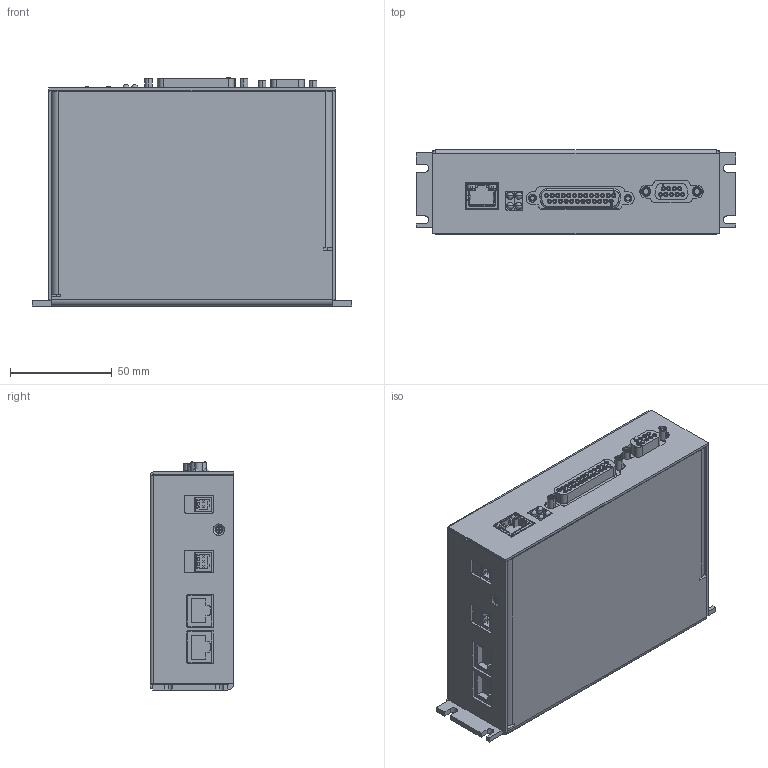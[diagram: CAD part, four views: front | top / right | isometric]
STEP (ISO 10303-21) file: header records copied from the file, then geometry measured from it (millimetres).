
FILE_DESCRIPTION (( 'STEP AP214' ), '1' );
FILE_NAME ('MMC-Ensemble-Demo.STEP', '2022-01-17T21:17:56', ( '' ), ( '' ), 'SwSTEP 2.0', 'SolidWorks 2020', '' );
FILE_SCHEMA (( 'AUTOMOTIVE_DESIGN' ));
Length unit declared in the file: millimetre
Products named in the file (14): TB103; J106,107; MMC-110-AERO-PCBA_DEMO; 431441 Aerotech Ensemble MP-10, MMC-110 Piezo Controller Top Cover_MMC-110 Modification ; Dsub25 Pin, Female, TE 5747846-6; TB105; Block; MMC-Ensemble-Demo; 91801A510_316 STAINLESS STEEL PHILLIPS FLAT HEAD SCREWS_91801A510; LED553XXF; TB104_1; 5747844-06 Dsub9 Connector; Ensemble MP-10 Base; J6D018824L11212 - EDAC Modular Jack Connector
Assembly tree (18 placements, depth 3):
  MMC-Ensemble-Demo
    Ensemble MP-10 Base
    431441 Aerotech Ensemble MP-10, MMC-110 Piezo Controller Top Cover_MMC-110 Modification 
    91801A510_316 STAINLESS STEEL PHILLIPS FLAT HEAD SCREWS_91801A510  x4
    J6D018824L11212 - EDAC Modular Jack Connector
    Dsub25 Pin, Female, TE 5747846-6
    LED553XXF  x2
    TB103
    TB105
    TB104_1
    J106,107  x2
    Block
    MMC-110-AERO-PCBA_DEMO
      5747844-06 Dsub9 Connector
Bounding box: 157.5 x 41.27 x 112.31 mm (x, y, z)
Volume: 572685.7 mm3; surface area: 161266.6 mm2
Topology: 28 solids, 28 shells, 3429 faces, 9012 edges, 5817 vertices
Faces by surface type: plane 2112, cylinder 1087, cone 164, bspline 36, sphere 15, torus 15
Entity records: 118392 total; most frequent: CARTESIAN_POINT 21680, ORIENTED_EDGE 16722, DIRECTION 16537, EDGE_CURVE 8361, VECTOR 6087, LINE 6087, VERTEX_POINT 5393, AXIS2_PLACEMENT_3D 5225
